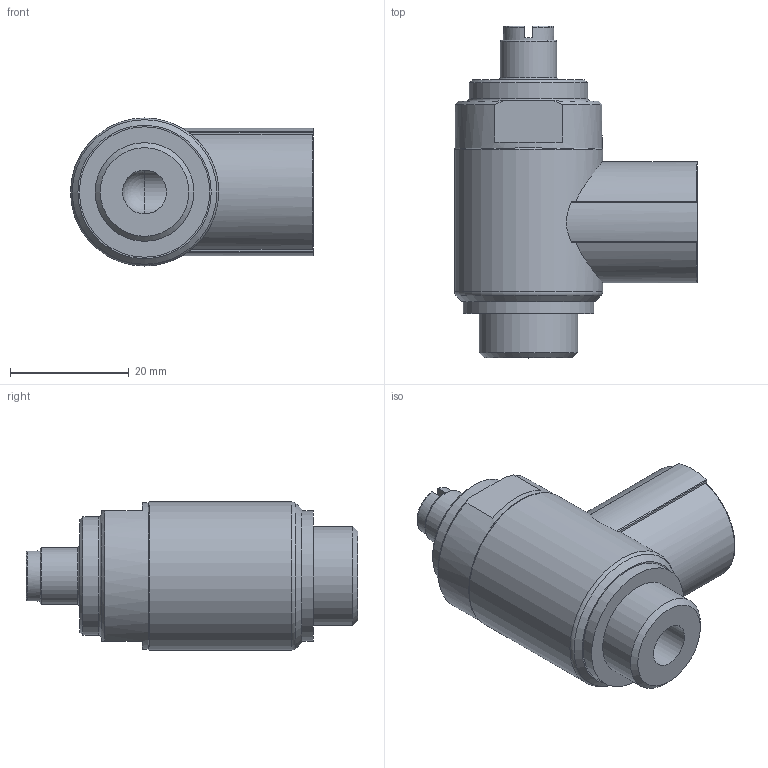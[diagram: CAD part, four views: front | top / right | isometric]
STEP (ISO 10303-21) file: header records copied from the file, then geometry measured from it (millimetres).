
FILE_DESCRIPTION(/* description */ ('STEP AP214'),/* implementation_level */ '2;1');
FILE_NAME(/* name */ '161406_CRGRLA-3_8-B',/* time_stamp */ '2024-08-08T18:04:18+02:00',/* author */ ('License CC BY-ND 4.0'),/* organization */ ('CADENAS'),/* preprocessor_version */ 'ST-DEVELOPER v19.3',/* originating_system */ 'PARTsolutions',/* authorisation */ ' ');
FILE_SCHEMA (('AUTOMOTIVE_DESIGN {1 0 10303 214 3 1 1}'));
Length unit declared in the file: millimetre
Products named in the file (1): 161406 CRGRLA-3/8-B
Bounding box: 41 x 56 x 25 mm (x, y, z)
Volume: 21730.9 mm3; surface area: 7206.8 mm2
Topology: 1 solids, 1 shells, 56 faces, 129 edges, 82 vertices
Faces by surface type: plane 22, cylinder 18, torus 8, cone 7, sphere 1
Full cylindrical faces by diameter (mm): 7.405 x2, 8.5 x1, 9.5 x1, 14.95 x1, 16.662 x1, 20 x1, 22 x1, 24.8 x1, 25 x1
Entity records: 1538 total; most frequent: CARTESIAN_POINT 322, DIRECTION 254, ORIENTED_EDGE 212, AXIS2_PLACEMENT_3D 111, EDGE_CURVE 106, EDGE_LOOP 85, FACE_BOUND 85, VERTEX_POINT 79
